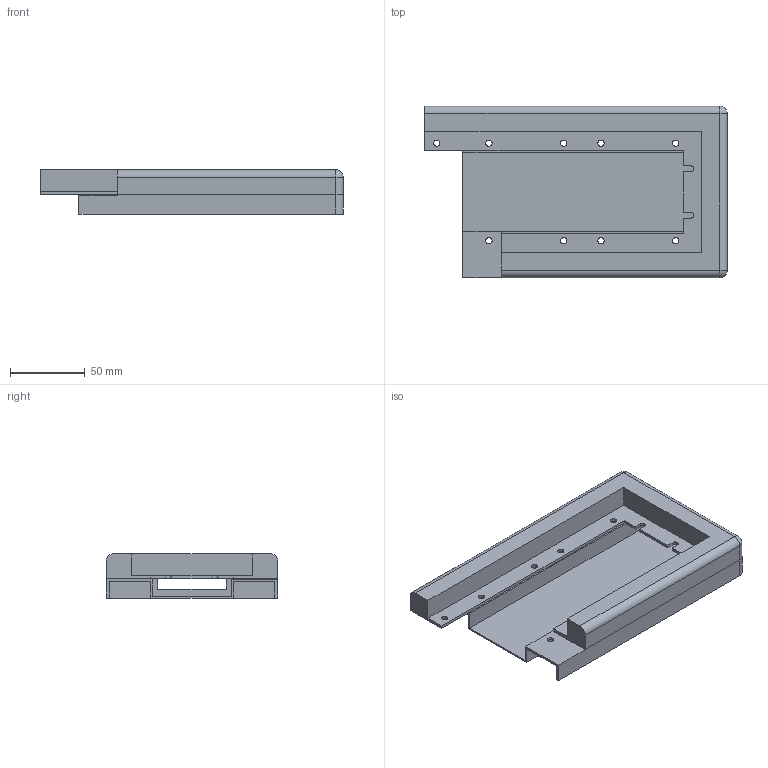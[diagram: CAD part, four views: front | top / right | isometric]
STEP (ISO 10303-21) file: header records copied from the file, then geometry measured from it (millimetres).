
FILE_DESCRIPTION(/* description */ ('','CAx-IF Rec.Pracs.---Representation and Presentation of Product Manufacturing Information (PMI)---4.0---2014-10-13'),/* implementation_level */ '2;1');
FILE_NAME(/* name */ 'frame.step',/* time_stamp */ '2025-02-07T14:34:26-08:00',/* author */ (''),/* organization */ (''),/* preprocessor_version */ 'ST-DEVELOPER v20',/* originating_system */ 'Autodesk Translation Framework v13.20.0.188',/* authorisation */ '');
FILE_SCHEMA (('AP242_MANAGED_MODEL_BASED_3D_ENGINEERING_MIM_LF { 1 0 10303 442 1 1 4 }'));
Length unit declared in the file: millimetre
Products named in the file (4): Transit Tracker Frame; Frame; Front; Back
Assembly tree (3 placements, depth 3):
  Transit Tracker Frame
    Frame
      Front
      Back
Bounding box: 202.35 x 114.8 x 29.6 mm (x, y, z)
Volume: 178808.8 mm3; surface area: 98166.6 mm2
Topology: 2 solids, 2 shells, 91 faces, 243 edges, 160 vertices
Faces by surface type: plane 56, cylinder 33, sphere 2
Full cylindrical faces by diameter (mm): 4.2 x16
Entity records: 3004 total; most frequent: DIRECTION 505, CARTESIAN_POINT 501, ORIENTED_EDGE 486, EDGE_CURVE 243, LINE 177, VECTOR 177, AXIS2_PLACEMENT_3D 164, VERTEX_POINT 160
